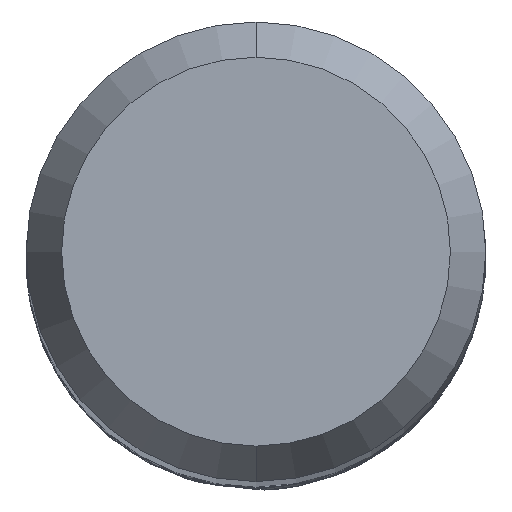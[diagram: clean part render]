
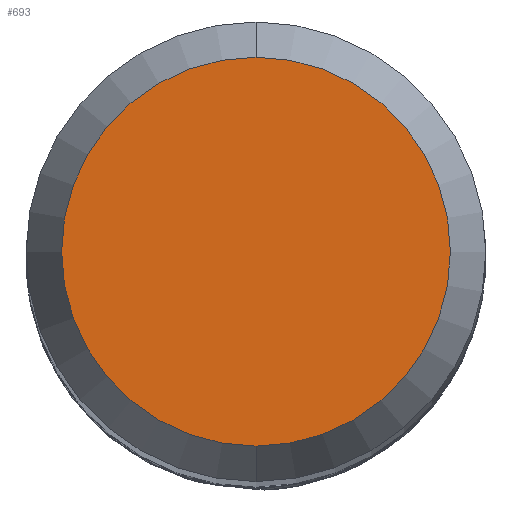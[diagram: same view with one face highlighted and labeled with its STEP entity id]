
A CAD part, top view. The second image highlights one B-rep face of the part: STEP entity #693.
In plain terms, the highlighted planar face has unit normal (0, 0, 1).
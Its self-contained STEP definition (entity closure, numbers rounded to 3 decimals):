
#657=VERTEX_POINT('',#1870);
#693=ADVANCED_FACE('',(#1912),#1913,.T.);
#915=EDGE_CURVE('',#953,#657,#2158,.T.);
#953=VERTEX_POINT('',#2202);
#1193=EDGE_CURVE('',#657,#953,#2464,.T.);
#1870=CARTESIAN_POINT('',(0.0,2.538,0.0));
#1912=FACE_OUTER_BOUND('',#4081,.T.);
#1913=PLANE('',#4082);
#2158=CIRCLE('',#7190,2.538);
#2202=CARTESIAN_POINT('',(0.,-2.538,0.0));
#2464=CIRCLE('',#9830,2.538);
#4081=EDGE_LOOP('',(#16602,#16603));
#4082=AXIS2_PLACEMENT_3D('',#16604,#16605,#16606);
#7190=AXIS2_PLACEMENT_3D('',#16859,#16860,#16861);
#9830=AXIS2_PLACEMENT_3D('',#17197,#17198,#17199);
#16602=ORIENTED_EDGE('',*,*,#1193,.F.);
#16603=ORIENTED_EDGE('',*,*,#915,.F.);
#16604=CARTESIAN_POINT('',(0.0,1.269,0.0));
#16605=DIRECTION('',(-0.0,0.0,1.0));
#16606=DIRECTION('',(0.0,-1.0,0.0));
#16859=CARTESIAN_POINT('',(0.0,0.0,0.0));
#16860=DIRECTION('',(0.0,0.0,-1.0));
#16861=DIRECTION('',(0.0,1.0,0.0));
#17197=CARTESIAN_POINT('',(0.0,0.0,0.0));
#17198=DIRECTION('',(0.0,0.0,-1.0));
#17199=DIRECTION('',(0.0,1.0,0.0));
